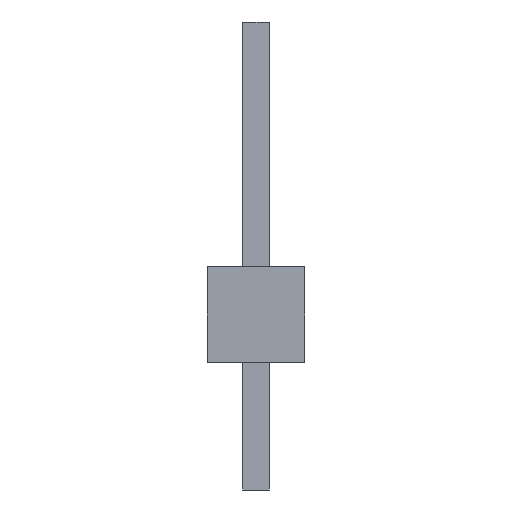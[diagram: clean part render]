
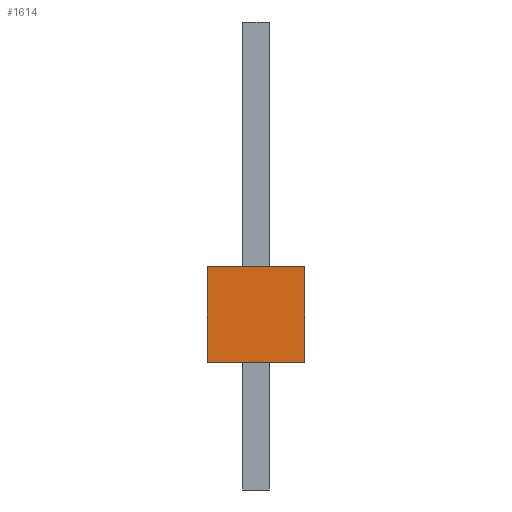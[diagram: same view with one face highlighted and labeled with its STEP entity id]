
A CAD part, left-side view. The second image highlights one B-rep face of the part: STEP entity #1614.
In plain terms, the highlighted planar face has unit normal (-1, 0, 0).
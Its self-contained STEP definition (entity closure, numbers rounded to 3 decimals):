
#80=DIRECTION('',(0.,0.,-1.));
#81=VECTOR('',#80,2.286);
#82=CARTESIAN_POINT('',(-6.147,1.168,0.));
#83=LINE('',#82,#81);
#180=DIRECTION('',(0.,-1.,0.));
#181=VECTOR('',#180,2.337);
#182=CARTESIAN_POINT('',(-6.147,1.168,-2.286));
#183=LINE('',#182,#181);
#464=DIRECTION('',(0.,0.,-1.));
#465=VECTOR('',#464,2.286);
#466=CARTESIAN_POINT('',(-6.147,-1.168,0.));
#467=LINE('',#466,#465);
#540=DIRECTION('',(0.,-1.,0.));
#541=VECTOR('',#540,2.337);
#542=CARTESIAN_POINT('',(-6.147,1.168,0.));
#543=LINE('',#542,#541);
#888=CARTESIAN_POINT('',(-6.147,1.168,0.));
#889=CARTESIAN_POINT('',(-6.147,1.168,-2.286));
#890=VERTEX_POINT('',#888);
#891=VERTEX_POINT('',#889);
#896=CARTESIAN_POINT('',(-6.147,-1.168,0.));
#897=CARTESIAN_POINT('',(-6.147,-1.168,-2.286));
#898=VERTEX_POINT('',#896);
#899=VERTEX_POINT('',#897);
#1603=CARTESIAN_POINT('',(-6.147,1.168,0.));
#1604=DIRECTION('',(-1.,0.,0.));
#1605=DIRECTION('',(0.,0.,-1.));
#1606=AXIS2_PLACEMENT_3D('',#1603,#1604,#1605);
#1607=PLANE('',#1606);
#1608=ORIENTED_EDGE('',*,*,#1169,.F.);
#1609=ORIENTED_EDGE('',*,*,#1426,.T.);
#1610=ORIENTED_EDGE('',*,*,#1517,.T.);
#1611=ORIENTED_EDGE('',*,*,#1277,.F.);
#1612=EDGE_LOOP('',(#1608,#1609,#1610,#1611));
#1613=FACE_OUTER_BOUND('',#1612,.F.);
#1614=ADVANCED_FACE('',(#1613),#1607,.T.);
#1169=EDGE_CURVE('',#890,#891,#83,.T.);
#1277=EDGE_CURVE('',#891,#899,#183,.T.);
#1426=EDGE_CURVE('',#890,#898,#543,.T.);
#1517=EDGE_CURVE('',#898,#899,#467,.T.);
